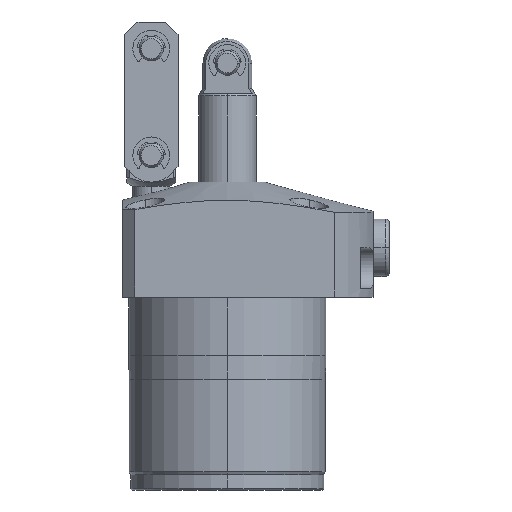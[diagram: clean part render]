
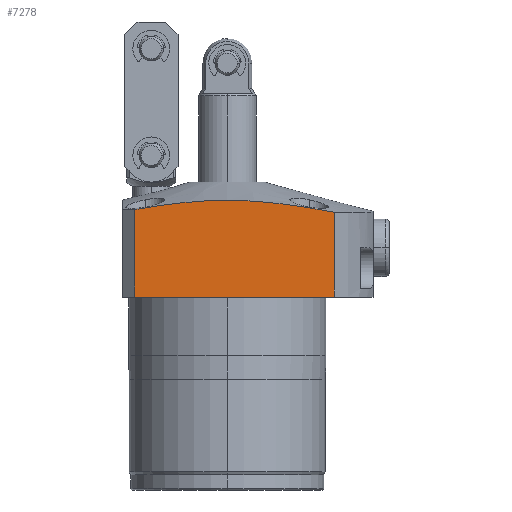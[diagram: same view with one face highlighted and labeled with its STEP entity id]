
A CAD part, left-side view. The second image highlights one B-rep face of the part: STEP entity #7278.
In plain terms, the highlighted planar face has unit normal (-1, 0, 0).
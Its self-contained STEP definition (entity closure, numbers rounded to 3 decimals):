
#207 = CARTESIAN_POINT ( 'NONE',  ( -25.5, 22.5, 21.299 ) ) ;
#208 = CARTESIAN_POINT ( 'NONE',  ( -25.5, 0., 23.579 ) ) ;
#215 = CARTESIAN_POINT ( 'NONE',  ( -25.5, -26.115, 0. ) ) ;
#216 = CARTESIAN_POINT ( 'NONE',  ( -25.5, 22.5, 0. ) ) ;
#221 = CARTESIAN_POINT ( 'NONE',  ( -25.5, -26.115, 20.631 ) ) ;
#353 = FACE_OUTER_BOUND ( 'NONE', #745, .T. ) ;
#367 = AXIS2_PLACEMENT_3D ( 'NONE', #3867, #3868, #3869 ) ;
#745 = EDGE_LOOP ( 'NONE', ( #2241, #2240, #2239, #2237, #2236 ) ) ;
#901 = VERTEX_POINT ( 'NONE', #207 ) ;
#902 = VERTEX_POINT ( 'NONE', #208 ) ;
#909 = VERTEX_POINT ( 'NONE', #215 ) ;
#910 = VERTEX_POINT ( 'NONE', #216 ) ;
#915 = VERTEX_POINT ( 'NONE', #221 ) ;
#946 = VECTOR ( 'NONE', #6868, 1000. ) ;
#949 = VECTOR ( 'NONE', #6831, 1000. ) ;
#2236 = ORIENTED_EDGE ( 'NONE', *, *, #5957, .T. ) ;
#2237 = ORIENTED_EDGE ( 'NONE', *, *, #5951, .T. ) ;
#2239 = ORIENTED_EDGE ( 'NONE', *, *, #6844, .T. ) ;
#2240 = ORIENTED_EDGE ( 'NONE', *, *, #5937, .T. ) ;
#2241 = ORIENTED_EDGE ( 'NONE', *, *, #5966, .T. ) ;
#2309 = B_SPLINE_CURVE_WITH_KNOTS ( 'NONE', 3,
 ( #2579, #2580, #2581, #2582, #2583, #2584, #2585, #2586 ),
 .UNSPECIFIED., .F., .F.,
 ( 4, 2, 2, 4 ),
 ( 0.065, 0.071, 0.077, 0.088 ),
 .UNSPECIFIED. ) ;
#2313 = B_SPLINE_CURVE_WITH_KNOTS ( 'NONE', 3,
 ( #6922, #6924, #6926, #6927, #6929, #6931, #6933, #6934 ),
 .UNSPECIFIED., .F., .F.,
 ( 4, 2, 2, 4 ),
 ( 0.039, 0.052, 0.059, 0.065 ),
 .UNSPECIFIED. ) ;
#2579 = CARTESIAN_POINT ( 'NONE',  ( -25.5, 0., 23.579 ) ) ;
#2580 = CARTESIAN_POINT ( 'NONE',  ( -25.5, 1.873, 23.579 ) ) ;
#2581 = CARTESIAN_POINT ( 'NONE',  ( -25.5, 3.749, 23.523 ) ) ;
#2582 = CARTESIAN_POINT ( 'NONE',  ( -25.5, 7.509, 23.306 ) ) ;
#2583 = CARTESIAN_POINT ( 'NONE',  ( -25.5, 9.393, 23.145 ) ) ;
#2584 = CARTESIAN_POINT ( 'NONE',  ( -25.5, 15.048, 22.532 ) ) ;
#2585 = CARTESIAN_POINT ( 'NONE',  ( -25.5, 18.783, 21.958 ) ) ;
#2586 = CARTESIAN_POINT ( 'NONE',  ( -25.5, 22.5, 21.299 ) ) ;
#3866 = PLANE ( 'NONE',  #367 ) ;
#3867 = CARTESIAN_POINT ( 'NONE',  ( -25.5, -35.5, -47. ) ) ;
#3868 = DIRECTION ( 'NONE',  ( 1., 0., 0. ) ) ;
#3869 = DIRECTION ( 'NONE',  ( 0., 1., 0. ) ) ;
#5361 = VECTOR ( 'NONE', #6620, 1000. ) ;
#5937 = EDGE_CURVE ( 'NONE', #902, #901, #2309, .T. ) ;
#5951 = EDGE_CURVE ( 'NONE', #910, #909, #6829, .T. ) ;
#5957 = EDGE_CURVE ( 'NONE', #909, #915, #6864, .T. ) ;
#5966 = EDGE_CURVE ( 'NONE', #915, #902, #2313, .T. ) ;
#6618 = LINE ( 'NONE', #6619, #5361 ) ;
#6619 = CARTESIAN_POINT ( 'NONE',  ( -25.5, 22.5, -47. ) ) ;
#6620 = DIRECTION ( 'NONE',  ( 0., 0., -1. ) ) ;
#6829 = LINE ( 'NONE', #6830, #949 ) ;
#6830 = CARTESIAN_POINT ( 'NONE',  ( -25.5, -35.5, 0. ) ) ;
#6831 = DIRECTION ( 'NONE',  ( 0., -1., 0. ) ) ;
#6844 = EDGE_CURVE ( 'NONE', #901, #910, #6618, .T. ) ;
#6864 = LINE ( 'NONE', #6866, #946 ) ;
#6866 = CARTESIAN_POINT ( 'NONE',  ( -25.5, -26.115, 100. ) ) ;
#6868 = DIRECTION ( 'NONE',  ( 0., 0., 1. ) ) ;
#6922 = CARTESIAN_POINT ( 'NONE',  ( -25.5, -26.115, 20.631 ) ) ;
#6924 = CARTESIAN_POINT ( 'NONE',  ( -25.5, -21.785, 21.462 ) ) ;
#6926 = CARTESIAN_POINT ( 'NONE',  ( -25.5, -17.449, 22.197 ) ) ;
#6927 = CARTESIAN_POINT ( 'NONE',  ( -25.5, -10.924, 22.996 ) ) ;
#6929 = CARTESIAN_POINT ( 'NONE',  ( -25.5, -8.746, 23.21 ) ) ;
#6931 = CARTESIAN_POINT ( 'NONE',  ( -25.5, -4.38, 23.502 ) ) ;
#6933 = CARTESIAN_POINT ( 'NONE',  ( -25.5, -2.193, 23.579 ) ) ;
#6934 = CARTESIAN_POINT ( 'NONE',  ( -25.5, 0., 23.579 ) ) ;
#7278 = ADVANCED_FACE ( 'NONE', ( #353 ), #3866, .F. ) ;
